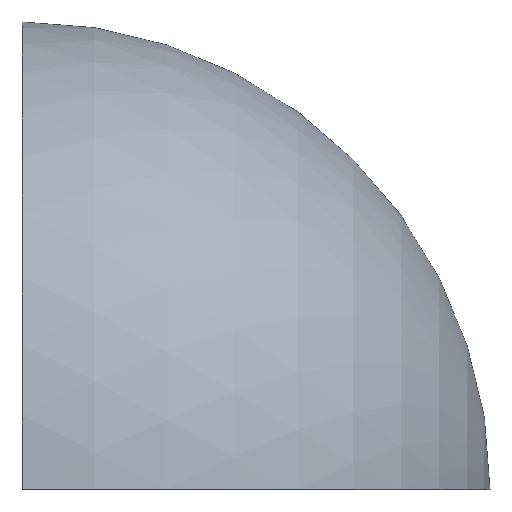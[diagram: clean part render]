
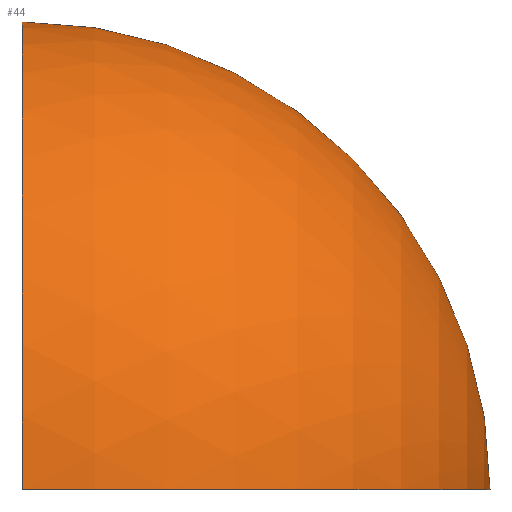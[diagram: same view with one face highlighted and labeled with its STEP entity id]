
A CAD part, top view. The second image highlights one B-rep face of the part: STEP entity #44.
In plain terms, the highlighted spherical face has radius 28.575 mm.
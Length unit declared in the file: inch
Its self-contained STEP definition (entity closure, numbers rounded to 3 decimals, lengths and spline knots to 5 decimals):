
#5 = EDGE_CURVE ( 'NONE', #50, #62, #60, .T. ) ;
#7 = CARTESIAN_POINT ( 'NONE',  ( 0., -1.125, 0. ) ) ;
#12 = CARTESIAN_POINT ( 'NONE',  ( 0., -1.125, 1.125 ) ) ;
#14 = CIRCLE ( 'NONE', #42, 1.125 ) ;
#40 = DIRECTION ( 'NONE',  ( 0., 1., 0. ) ) ;
#42 = AXIS2_PLACEMENT_3D ( 'NONE', #64, #40, #71 ) ;
#44 = ADVANCED_FACE ( 'NONE', ( #57 ), #81, .T. ) ;
#47 = EDGE_LOOP ( 'NONE', ( #211, #145, #210 ) ) ;
#50 = VERTEX_POINT ( 'NONE', #12 ) ;
#57 = FACE_OUTER_BOUND ( 'NONE', #47, .T. ) ;
#59 = DIRECTION ( 'NONE',  ( -1., 0., 0. ) ) ;
#60 = CIRCLE ( 'NONE', #183, 1.125 ) ;
#62 = VERTEX_POINT ( 'NONE', #119 ) ;
#64 = CARTESIAN_POINT ( 'NONE',  ( 0., -1.125, 0. ) ) ;
#67 = DIRECTION ( 'NONE',  ( 0., 0., 1. ) ) ;
#68 = DIRECTION ( 'NONE',  ( 0., 0., -1. ) ) ;
#71 = DIRECTION ( 'NONE',  ( 0., 0., 1. ) ) ;
#81 = SPHERICAL_SURFACE ( 'NONE', #158, 1.125 ) ;
#87 = VERTEX_POINT ( 'NONE', #176 ) ;
#88 = CARTESIAN_POINT ( 'NONE',  ( 0., -1.125, 0. ) ) ;
#109 = CARTESIAN_POINT ( 'NONE',  ( 0., -1.125, 0. ) ) ;
#118 = DIRECTION ( 'NONE',  ( 0., 0., 1. ) ) ;
#119 = CARTESIAN_POINT ( 'NONE',  ( 0., 0., 0. ) ) ;
#126 = AXIS2_PLACEMENT_3D ( 'NONE', #88, #67, #59 ) ;
#129 = DIRECTION ( 'NONE',  ( -1., 0., 0. ) ) ;
#134 = EDGE_CURVE ( 'NONE', #87, #62, #185, .T. ) ;
#145 = ORIENTED_EDGE ( 'NONE', *, *, #134, .T. ) ;
#150 = DIRECTION ( 'NONE',  ( 1., 0., 0. ) ) ;
#155 = EDGE_CURVE ( 'NONE', #50, #87, #14, .T. ) ;
#158 = AXIS2_PLACEMENT_3D ( 'NONE', #7, #150, #118 ) ;
#176 = CARTESIAN_POINT ( 'NONE',  ( 1.125, -1.125, 0. ) ) ;
#183 = AXIS2_PLACEMENT_3D ( 'NONE', #109, #129, #68 ) ;
#185 = CIRCLE ( 'NONE', #126, 1.125 ) ;
#210 = ORIENTED_EDGE ( 'NONE', *, *, #5, .F. ) ;
#211 = ORIENTED_EDGE ( 'NONE', *, *, #155, .T. ) ;
